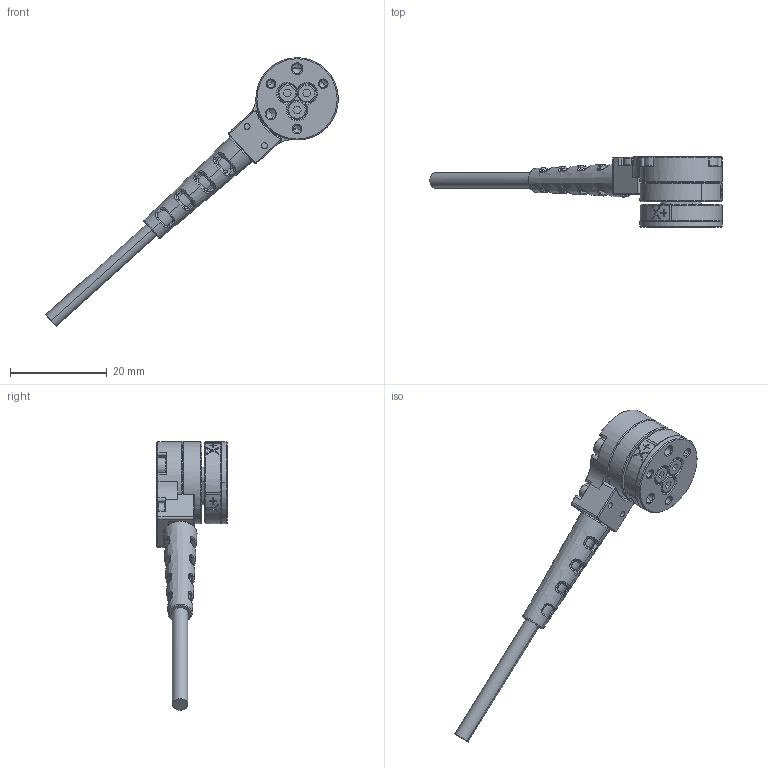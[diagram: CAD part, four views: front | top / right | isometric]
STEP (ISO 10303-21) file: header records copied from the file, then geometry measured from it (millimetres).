
FILE_DESCRIPTION((''),'2;1');
FILE_NAME('MOCUP_FT_17_V2_4_SW0004','2017-06-19T',('isarakoglou'),(''),'CREO PARAMETRIC BY PTC INC, 2016260','CREO PARAMETRIC BY PTC INC, 2016260','');
FILE_SCHEMA(('CONFIG_CONTROL_DESIGN'));
Length unit declared in the file: millimetre
Products named in the file (1): MOCUP_FT_17_V2_4_SW0004
Bounding box: 60.48 x 14.5 x 55.52 mm (x, y, z)
Volume: 4294.4 mm3; surface area: 4196.4 mm2
Topology: 1 solids, 1 shells, 894 faces, 2370 edges, 1489 vertices
Faces by surface type: plane 319, bspline 252, cylinder 156, cone 117, torus 50
Entity records: 40877 total; most frequent: CARTESIAN_POINT 19758, ORIENTED_EDGE 4700, DIRECTION 4011, EDGE_CURVE 2350, VERTEX_POINT 1489, AXIS2_PLACEMENT_3D 1442, VECTOR 1127, LINE 1127
